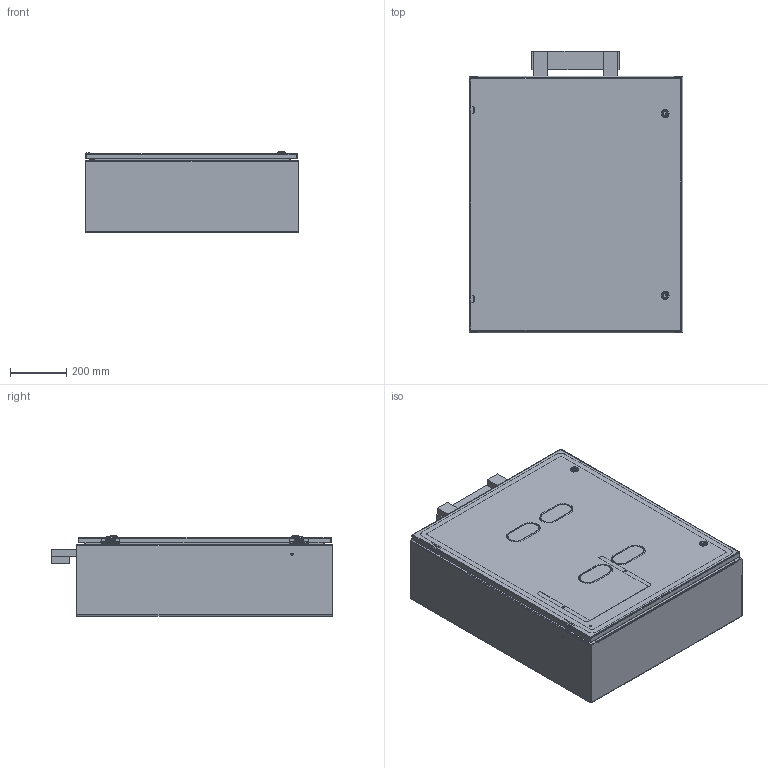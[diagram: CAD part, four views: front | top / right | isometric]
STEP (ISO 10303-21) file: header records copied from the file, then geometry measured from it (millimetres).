
FILE_DESCRIPTION (( 'STEP AP203' ), '1' );
FILE_NAME ('SCE-36EL3010SSLP.step', '2021-02-09T15:57:58', ( 'ADC123' ), ( 'Microsoft' ), 'SwSTEP 2.0', 'SolidWorks 2019', '' );
FILE_SCHEMA (( 'CONFIG_CONTROL_DESIGN' ));
Products named in the file (1): SCE-36EL3010SSLP
Bounding box: 762 x 1004.17 x 285.25 mm (x, y, z)
Surface area: 7080773.9 mm2 (no closed solid volume)
Topology: 0 solids, 57 shells, 3181 faces, 8267 edges, 5168 vertices
Faces by surface type: plane 1447, cylinder 856, bspline 776, cone 80, torus 22
Full cylindrical faces by diameter (mm): 3.454 x2, 3.962 x2, 3.978 x2, 4.318 x6, 4.369 x4, 4.978 x8, 5 x2, 5.156 x4, 5.182 x4, 5.2 x4, 5.5 x2, 5.537 x2, 6.198 x4, 6.299 x4, 6.35 x4, 6.363 x2, 6.756 x4, 7.137 x4, 8.433 x6, 9.296 x6, 9.322 x6, 9.525 x4, 9.9 x2, 10 x12, 10.8 x3, 11.112 x4, 12.7 x6, 12.8 x2, 13.5 x2, 14.288 x2
Entity records: 135698 total; most frequent: CARTESIAN_POINT 66670, ORIENTED_EDGE 15458, DIRECTION 12152, EDGE_CURVE 7732, VERTEX_POINT 5020, AXIS2_PLACEMENT_3D 4210, LINE 3732, VECTOR 3732
